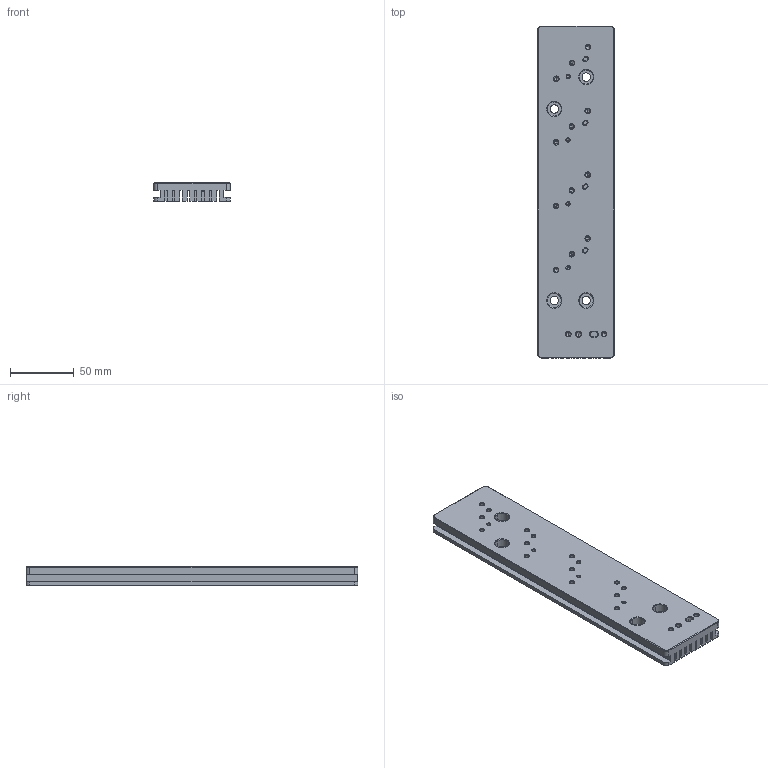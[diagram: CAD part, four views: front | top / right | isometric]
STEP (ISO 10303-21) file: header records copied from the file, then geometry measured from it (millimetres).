
FILE_DESCRIPTION (( 'STEP AP203' ), '1' );
FILE_NAME ('3_DM_base.STEP', '2021-08-30T12:55:23', ( '' ), ( '' ), 'SwSTEP 2.0', 'SolidWorks 2020', '' );
FILE_SCHEMA (( 'CONFIG_CONTROL_DESIGN' ));
Length unit declared in the file: millimetre
Products named in the file (1): 3_DM_base
Bounding box: 60 x 260 x 14.6 mm (x, y, z)
Volume: 176191.5 mm3; surface area: 79924.6 mm2
Topology: 1 solids, 1 shells, 322 faces, 840 edges, 515 vertices
Faces by surface type: plane 130, cone 107, cylinder 85
Entity records: 9672 total; most frequent: DIRECTION 1729, CARTESIAN_POINT 1647, ORIENTED_EDGE 1600, EDGE_CURVE 800, AXIS2_PLACEMENT_3D 607, LINE 515, VERTEX_POINT 515, VECTOR 515
